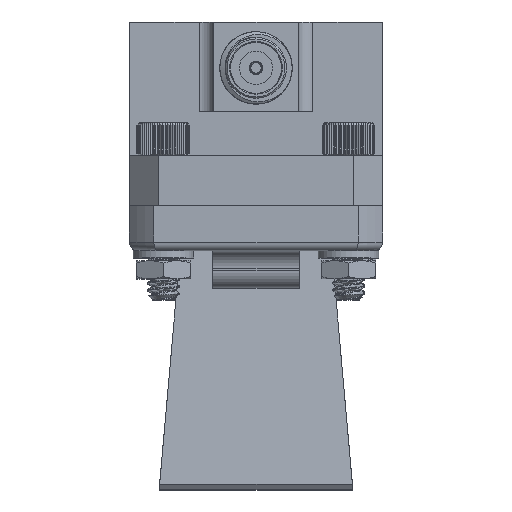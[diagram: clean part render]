
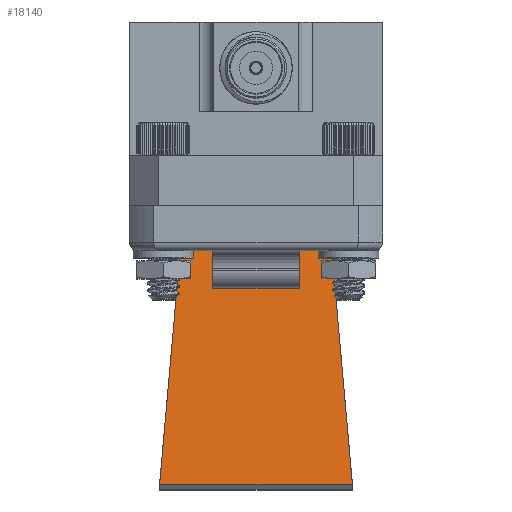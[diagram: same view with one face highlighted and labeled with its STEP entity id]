
A CAD part, top view. The second image highlights one B-rep face of the part: STEP entity #18140.
In plain terms, the highlighted face is planar.
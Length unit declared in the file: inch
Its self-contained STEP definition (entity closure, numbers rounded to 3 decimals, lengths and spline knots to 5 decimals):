
#333 = DIRECTION ( 'NONE',  ( -0.99, -0.11, 0.087 ) ) ;
#354 = EDGE_CURVE ( 'NONE', #12180, #14764, #18350, .T. ) ;
#480 = CARTESIAN_POINT ( 'NONE',  ( 0.96284, 0.23697, 0.335 ) ) ;
#503 = CARTESIAN_POINT ( 'NONE',  ( 0.156, 0.147, -0.262 ) ) ;
#1230 = CARTESIAN_POINT ( 'NONE',  ( -0.01427, 0.12801, -0.149 ) ) ;
#2257 = EDGE_CURVE ( 'NONE', #14610, #4165, #18641, .T. ) ;
#2633 = VECTOR ( 'NONE', #16885, 39.37008 ) ;
#3158 = ORIENTED_EDGE ( 'NONE', *, *, #2257, .F. ) ;
#3198 = PLANE ( 'NONE',  #11878 ) ;
#3525 = VECTOR ( 'NONE', #8581, 39.37008 ) ;
#4165 = VERTEX_POINT ( 'NONE', #503 ) ;
#4243 = EDGE_CURVE ( 'NONE', #9608, #9692, #16943, .T. ) ;
#4354 = ORIENTED_EDGE ( 'NONE', *, *, #4243, .T. ) ;
#4497 = VECTOR ( 'NONE', #7744, 39.37008 ) ;
#4597 = EDGE_CURVE ( 'NONE', #12180, #9692, #16031, .T. ) ;
#5075 = CARTESIAN_POINT ( 'NONE',  ( 0.285, 0.16138, 0.149 ) ) ;
#5557 = CARTESIAN_POINT ( 'NONE',  ( 0.156, 0.147, 0.262 ) ) ;
#5982 = LINE ( 'NONE', #7593, #10333 ) ;
#6196 = ORIENTED_EDGE ( 'NONE', *, *, #354, .T. ) ;
#6307 = CARTESIAN_POINT ( 'NONE',  ( 0.96284, 0.23697, -0.33331 ) ) ;
#6736 = DIRECTION ( 'NONE',  ( -0.994, -0.111, 0. ) ) ;
#7033 = EDGE_CURVE ( 'NONE', #12046, #14610, #7378, .T. ) ;
#7236 = CARTESIAN_POINT ( 'NONE',  ( 0.285, 0.16138, 0.149 ) ) ;
#7378 = LINE ( 'NONE', #1230, #3525 ) ;
#7573 = DIRECTION ( 'NONE',  ( 0., 0., -1. ) ) ;
#7593 = CARTESIAN_POINT ( 'NONE',  ( 0.90495, 0.23051, -0.32819 ) ) ;
#7703 = VECTOR ( 'NONE', #18565, 39.37008 ) ;
#7744 = DIRECTION ( 'NONE',  ( 0., 0., -1. ) ) ;
#7902 = EDGE_CURVE ( 'NONE', #7996, #4165, #5982, .T. ) ;
#7996 = VERTEX_POINT ( 'NONE', #6307 ) ;
#8280 = CARTESIAN_POINT ( 'NONE',  ( -0.01427, 0.12801, 0.149 ) ) ;
#8581 = DIRECTION ( 'NONE',  ( -0.994, -0.111, 0. ) ) ;
#8834 = CARTESIAN_POINT ( 'NONE',  ( 0.156, 0.147, 0.149 ) ) ;
#9285 = CARTESIAN_POINT ( 'NONE',  ( 0.96284, 0.23697, 0.33331 ) ) ;
#9411 = CARTESIAN_POINT ( 'NONE',  ( 0.96284, 0.23697, 0.335 ) ) ;
#9608 = VERTEX_POINT ( 'NONE', #7236 ) ;
#9692 = VERTEX_POINT ( 'NONE', #8834 ) ;
#9820 = VECTOR ( 'NONE', #7573, 39.37008 ) ;
#9945 = EDGE_CURVE ( 'NONE', #9608, #12046, #16942, .T. ) ;
#10079 = ORIENTED_EDGE ( 'NONE', *, *, #7033, .F. ) ;
#10304 = ORIENTED_EDGE ( 'NONE', *, *, #7902, .T. ) ;
#10333 = VECTOR ( 'NONE', #333, 39.37008 ) ;
#10671 = EDGE_CURVE ( 'NONE', #14764, #7996, #16246, .T. ) ;
#10754 = ORIENTED_EDGE ( 'NONE', *, *, #4597, .F. ) ;
#11232 = CARTESIAN_POINT ( 'NONE',  ( 0.96299, 0.23698, 0.33332 ) ) ;
#11741 = ORIENTED_EDGE ( 'NONE', *, *, #9945, .F. ) ;
#11798 = DIRECTION ( 'NONE',  ( 0.994, 0.111, 0. ) ) ;
#11856 = DIRECTION ( 'NONE',  ( 0.111, -0.994, 0. ) ) ;
#11878 = AXIS2_PLACEMENT_3D ( 'NONE', #480, #11856, #11798 ) ;
#12046 = VERTEX_POINT ( 'NONE', #15336 ) ;
#12180 = VERTEX_POINT ( 'NONE', #5557 ) ;
#13540 = VECTOR ( 'NONE', #17659, 39.37008 ) ;
#14610 = VERTEX_POINT ( 'NONE', #14682 ) ;
#14676 = VECTOR ( 'NONE', #6736, 39.37008 ) ;
#14682 = CARTESIAN_POINT ( 'NONE',  ( 0.156, 0.147, -0.149 ) ) ;
#14764 = VERTEX_POINT ( 'NONE', #9285 ) ;
#14926 = CARTESIAN_POINT ( 'NONE',  ( 0.156, 0.147, 0.335 ) ) ;
#15336 = CARTESIAN_POINT ( 'NONE',  ( 0.285, 0.16138, -0.149 ) ) ;
#16031 = LINE ( 'NONE', #16386, #13540 ) ;
#16246 = LINE ( 'NONE', #9411, #2633 ) ;
#16386 = CARTESIAN_POINT ( 'NONE',  ( 0.156, 0.147, 0.335 ) ) ;
#16441 = FACE_OUTER_BOUND ( 'NONE', #18182, .T. ) ;
#16885 = DIRECTION ( 'NONE',  ( 0., 0., -1. ) ) ;
#16942 = LINE ( 'NONE', #5075, #4497 ) ;
#16943 = LINE ( 'NONE', #8280, #14676 ) ;
#17023 = ORIENTED_EDGE ( 'NONE', *, *, #10671, .T. ) ;
#17659 = DIRECTION ( 'NONE',  ( 0., 0., -1. ) ) ;
#18140 = ADVANCED_FACE ( 'NONE', ( #16441 ), #3198, .F. ) ;
#18182 = EDGE_LOOP ( 'NONE', ( #17023, #10304, #3158, #10079, #11741, #4354, #10754, #6196 ) ) ;
#18350 = LINE ( 'NONE', #11232, #7703 ) ;
#18565 = DIRECTION ( 'NONE',  ( 0.99, 0.11, 0.087 ) ) ;
#18641 = LINE ( 'NONE', #14926, #9820 ) ;
